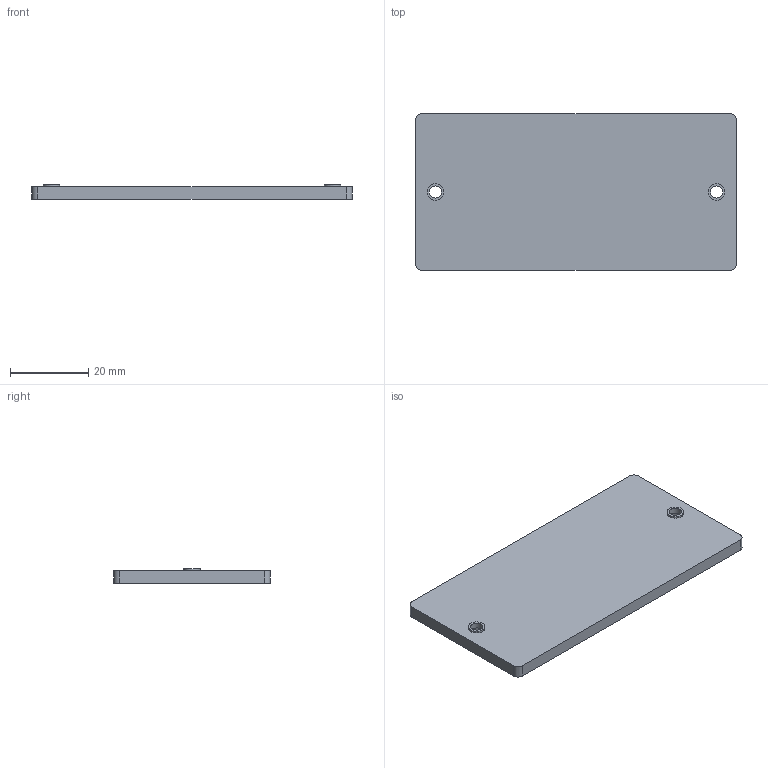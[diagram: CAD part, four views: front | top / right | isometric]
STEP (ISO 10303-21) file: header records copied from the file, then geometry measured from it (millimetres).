
FILE_DESCRIPTION(/* description */ ('STEP AP242','CAx-IF Rec.Pracs.---Representation and Presentation of Product Manufacturing Information (PMI)---4.0---2014-10-13','CAx-IF Rec.Pracs.---3D Tessellated Geometry---0.4---2014-09-14','2;1'),/* implementation_level */ '2;1');
FILE_NAME(/* name */ '658f57a129e6257cb09e332f',/* time_stamp */ '2023-12-29T23:34:58Z',/* author */ (''),/* organization */ (''),/* preprocessor_version */ 'ST-DEVELOPER v19.4',/* originating_system */ ' ',/* authorisation */ ' ');
FILE_SCHEMA (('AP242_MANAGED_MODEL_BASED_3D_ENGINEERING_MIM_LF { 1 0 10303 442 1 1 4 }'));
Length unit declared in the file: metre
Products named in the file (3): Pillar right; Pillar left; Base
Bounding box: 82 x 40 x 3.75 mm (x, y, z)
Volume: 10517.7 mm3; surface area: 7490.6 mm2
Topology: 3 solids, 3 shells, 24 faces, 48 edges, 32 vertices
Faces by surface type: cylinder 12, plane 12
Full cylindrical faces by diameter (mm): 3.1 x2, 4.2 x4, 6 x2
Entity records: 685 total; most frequent: DIRECTION 118, CARTESIAN_POINT 99, ORIENTED_EDGE 80, AXIS2_PLACEMENT_3D 51, EDGE_LOOP 42, FACE_BOUND 42, EDGE_CURVE 40, VERTEX_POINT 32
